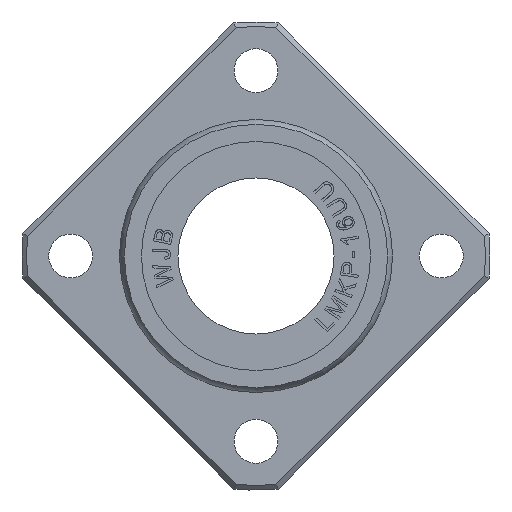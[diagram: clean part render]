
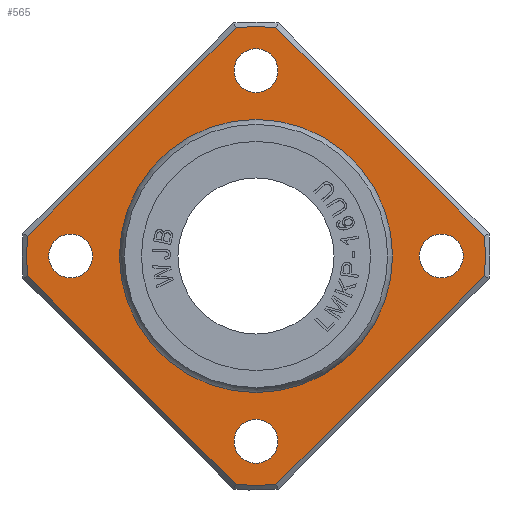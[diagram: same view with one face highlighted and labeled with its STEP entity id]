
A CAD part, left-side view. The second image highlights one B-rep face of the part: STEP entity #565.
In plain terms, the highlighted planar face has unit normal (-1, 0, 0).
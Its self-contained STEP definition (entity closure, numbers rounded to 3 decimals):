
#565=ADVANCED_FACE('',(#1315,#1316,#1317,#1318,#1319,#1320),#943,.T.);
#943=PLANE('',#6928);
#1208=CIRCLE('',#6904,23.5);
#1209=CIRCLE('',#6906,23.5);
#1211=CIRCLE('',#6909,23.5);
#1213=CIRCLE('',#6912,23.5);
#1219=CIRCLE('',#6923,13.773);
#1220=CIRCLE('',#6924,2.25);
#1221=CIRCLE('',#6925,2.25);
#1222=CIRCLE('',#6926,2.25);
#1223=CIRCLE('',#6927,2.25);
#1315=FACE_BOUND('',#1442,.T.);
#1316=FACE_BOUND('',#1443,.T.);
#1317=FACE_BOUND('',#1444,.T.);
#1318=FACE_BOUND('',#1445,.T.);
#1319=FACE_BOUND('',#1446,.T.);
#1320=FACE_BOUND('',#1447,.T.);
#1442=EDGE_LOOP('',(#2621));
#1443=EDGE_LOOP('',(#2622));
#1444=EDGE_LOOP('',(#2623));
#1445=EDGE_LOOP('',(#2624));
#1446=EDGE_LOOP('',(#2625));
#1447=EDGE_LOOP('',(#2626,#2627,#2628,#2629,#2630,#2631,#2632,#2633));
#1952=B_SPLINE_CURVE_WITH_KNOTS('',3,(#10222,#10223,#10224,#10225),.UNSPECIFIED.,
 .F.,.F.,(4,4),(0.,1.),.UNSPECIFIED.);
#1953=B_SPLINE_CURVE_WITH_KNOTS('',3,(#10226,#10227,#10228,#10229),.UNSPECIFIED.,
 .F.,.F.,(4,4),(0.,1.),.UNSPECIFIED.);
#1954=B_SPLINE_CURVE_WITH_KNOTS('',3,(#10230,#10231,#10232,#10233),.UNSPECIFIED.,
 .F.,.F.,(4,4),(0.,1.),.UNSPECIFIED.);
#1955=B_SPLINE_CURVE_WITH_KNOTS('',3,(#10234,#10235,#10236,#10237),.UNSPECIFIED.,
 .F.,.F.,(4,4),(0.,1.),.UNSPECIFIED.);
#2621=ORIENTED_EDGE('',*,*,#5155,.F.);
#2622=ORIENTED_EDGE('',*,*,#5156,.T.);
#2623=ORIENTED_EDGE('',*,*,#5157,.T.);
#2624=ORIENTED_EDGE('',*,*,#5158,.T.);
#2625=ORIENTED_EDGE('',*,*,#5159,.T.);
#2626=ORIENTED_EDGE('',*,*,#5136,.F.);
#2627=ORIENTED_EDGE('',*,*,#5160,.F.);
#2628=ORIENTED_EDGE('',*,*,#5139,.F.);
#2629=ORIENTED_EDGE('',*,*,#5161,.F.);
#2630=ORIENTED_EDGE('',*,*,#5129,.F.);
#2631=ORIENTED_EDGE('',*,*,#5162,.F.);
#2632=ORIENTED_EDGE('',*,*,#5131,.F.);
#2633=ORIENTED_EDGE('',*,*,#5163,.F.);
#4491=VERTEX_POINT('',#10123);
#4492=VERTEX_POINT('',#10125);
#4493=VERTEX_POINT('',#10132);
#4494=VERTEX_POINT('',#10133);
#4497=VERTEX_POINT('',#10150);
#4499=VERTEX_POINT('',#10153);
#4501=VERTEX_POINT('',#10162);
#4502=VERTEX_POINT('',#10163);
#4513=VERTEX_POINT('',#10213);
#4514=VERTEX_POINT('',#10215);
#4515=VERTEX_POINT('',#10217);
#4516=VERTEX_POINT('',#10219);
#4517=VERTEX_POINT('',#10221);
#5129=EDGE_CURVE('',#4491,#4492,#1208,.T.);
#5131=EDGE_CURVE('',#4493,#4494,#1209,.T.);
#5136=EDGE_CURVE('',#4497,#4499,#1211,.T.);
#5139=EDGE_CURVE('',#4501,#4502,#1213,.T.);
#5155=EDGE_CURVE('',#4513,#4513,#1219,.T.);
#5156=EDGE_CURVE('',#4514,#4514,#1220,.T.);
#5157=EDGE_CURVE('',#4515,#4515,#1221,.T.);
#5158=EDGE_CURVE('',#4516,#4516,#1222,.T.);
#5159=EDGE_CURVE('',#4517,#4517,#1223,.T.);
#5160=EDGE_CURVE('',#4502,#4497,#1952,.T.);
#5161=EDGE_CURVE('',#4492,#4501,#1953,.T.);
#5162=EDGE_CURVE('',#4494,#4491,#1954,.T.);
#5163=EDGE_CURVE('',#4499,#4493,#1955,.T.);
#6904=AXIS2_PLACEMENT_3D('',#10124,#7492,#7493);
#6906=AXIS2_PLACEMENT_3D('',#10131,#7496,#7497);
#6909=AXIS2_PLACEMENT_3D('',#10152,#7502,#7503);
#6912=AXIS2_PLACEMENT_3D('',#10161,#7508,#7509);
#6923=AXIS2_PLACEMENT_3D('',#10212,#7534,#7535);
#6924=AXIS2_PLACEMENT_3D('',#10214,#7536,#7537);
#6925=AXIS2_PLACEMENT_3D('',#10216,#7538,#7539);
#6926=AXIS2_PLACEMENT_3D('',#10218,#7540,#7541);
#6927=AXIS2_PLACEMENT_3D('',#10220,#7542,#7543);
#6928=AXIS2_PLACEMENT_3D('',#10238,#7544,#7545);
#7492=DIRECTION('',(1.,0.,0.));
#7493=DIRECTION('',(0.,0.,-1.));
#7496=DIRECTION('',(1.,0.,0.));
#7497=DIRECTION('',(0.,0.,-1.));
#7502=DIRECTION('',(1.,0.,0.));
#7503=DIRECTION('',(0.,0.,-1.));
#7508=DIRECTION('',(1.,0.,0.));
#7509=DIRECTION('',(0.,0.,-1.));
#7534=DIRECTION('',(-1.,0.,0.));
#7535=DIRECTION('',(0.,0.,1.));
#7536=DIRECTION('',(1.,0.,0.));
#7537=DIRECTION('',(0.,1.,0.));
#7538=DIRECTION('',(1.,0.,0.));
#7539=DIRECTION('',(0.,1.,0.));
#7540=DIRECTION('',(1.,0.,0.));
#7541=DIRECTION('',(0.,1.,0.));
#7542=DIRECTION('',(1.,0.,0.));
#7543=DIRECTION('',(0.,1.,0.));
#7544=DIRECTION('',(-1.,0.,0.));
#7545=DIRECTION('',(0.,0.,1.));
#10123=CARTESIAN_POINT('',(6.,-2.045,-23.411));
#10124=CARTESIAN_POINT('',(6.,0.,0.));
#10125=CARTESIAN_POINT('',(6.,2.045,-23.411));
#10131=CARTESIAN_POINT('',(6.,0.,0.));
#10132=CARTESIAN_POINT('',(6.,-23.411,2.045));
#10133=CARTESIAN_POINT('',(6.,-23.411,-2.045));
#10150=CARTESIAN_POINT('',(6.,2.045,23.411));
#10152=CARTESIAN_POINT('',(6.,0.,0.));
#10153=CARTESIAN_POINT('',(6.,-2.045,23.411));
#10161=CARTESIAN_POINT('',(6.,0.,0.));
#10162=CARTESIAN_POINT('',(6.,23.411,-2.045));
#10163=CARTESIAN_POINT('',(6.,23.411,2.045));
#10212=CARTESIAN_POINT('',(6.,0.,0.));
#10213=CARTESIAN_POINT('',(6.,0.,13.773));
#10214=CARTESIAN_POINT('',(6.,19.,0.));
#10215=CARTESIAN_POINT('',(6.,16.75,0.));
#10216=CARTESIAN_POINT('',(6.,-19.,0.));
#10217=CARTESIAN_POINT('',(6.,-21.25,0.));
#10218=CARTESIAN_POINT('',(6.,0.,19.));
#10219=CARTESIAN_POINT('',(6.,-2.25,19.));
#10220=CARTESIAN_POINT('',(6.,0.,-19.));
#10221=CARTESIAN_POINT('',(6.,-2.25,-19.));
#10222=CARTESIAN_POINT('',(6.,23.411,2.045));
#10223=CARTESIAN_POINT('',(6.,16.289,9.167));
#10224=CARTESIAN_POINT('',(6.,9.167,16.289));
#10225=CARTESIAN_POINT('',(6.,2.045,23.411));
#10226=CARTESIAN_POINT('',(6.,2.045,-23.411));
#10227=CARTESIAN_POINT('',(6.,9.167,-16.289));
#10228=CARTESIAN_POINT('',(6.,16.289,-9.167));
#10229=CARTESIAN_POINT('',(6.,23.411,-2.045));
#10230=CARTESIAN_POINT('',(6.,-23.411,-2.045));
#10231=CARTESIAN_POINT('',(6.,-16.289,-9.167));
#10232=CARTESIAN_POINT('',(6.,-9.167,-16.289));
#10233=CARTESIAN_POINT('',(6.,-2.045,-23.411));
#10234=CARTESIAN_POINT('',(6.,-2.045,23.411));
#10235=CARTESIAN_POINT('',(6.,-9.167,16.289));
#10236=CARTESIAN_POINT('',(6.,-16.289,9.167));
#10237=CARTESIAN_POINT('',(6.,-23.411,2.045));
#10238=CARTESIAN_POINT('',(6.,0.,18.887));
